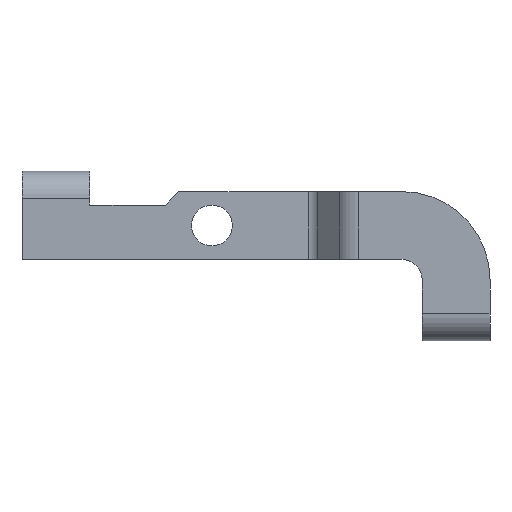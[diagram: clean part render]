
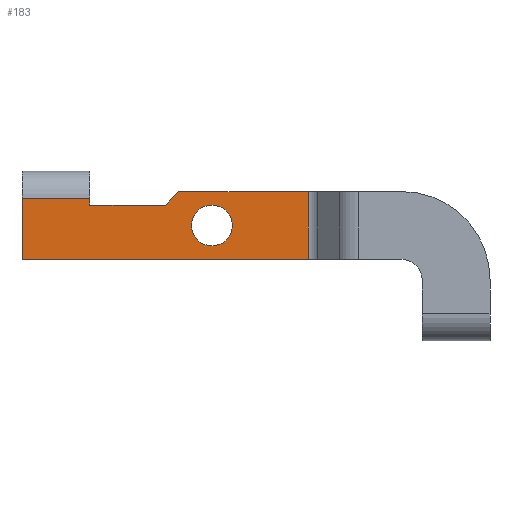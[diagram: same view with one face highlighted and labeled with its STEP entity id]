
A CAD part, left-side view. The second image highlights one B-rep face of the part: STEP entity #183.
In plain terms, the highlighted planar face has unit normal (-1, 0, 0).
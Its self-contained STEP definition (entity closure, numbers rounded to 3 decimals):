
#5 = CARTESIAN_POINT ( 'NONE',  ( -1., 27., 8. ) ) ;
#7 = EDGE_CURVE ( 'NONE', #365, #424, #86, .T. ) ;
#11 = EDGE_CURVE ( 'NONE', #424, #1054, #170, .T. ) ;
#23 = FACE_BOUND ( 'NONE', #313, .T. ) ;
#28 = FACE_OUTER_BOUND ( 'NONE', #427, .T. ) ;
#31 = VECTOR ( 'NONE', #171, 1000. ) ;
#36 = DIRECTION ( 'NONE',  ( 0., 0., 1. ) ) ;
#51 = CARTESIAN_POINT ( 'NONE',  ( -1., 37., 4. ) ) ;
#70 = ORIENTED_EDGE ( 'NONE', *, *, #1083, .T. ) ;
#78 = VECTOR ( 'NONE', #102, 1000. ) ;
#86 = LINE ( 'NONE', #5, #91 ) ;
#91 = VECTOR ( 'NONE', #36, 1000. ) ;
#92 = VERTEX_POINT ( 'NONE', #145 ) ;
#102 = DIRECTION ( 'NONE',  ( 0., 1., 0. ) ) ;
#111 = VECTOR ( 'NONE', #333, 1000. ) ;
#118 = VERTEX_POINT ( 'NONE', #559 ) ;
#120 = LINE ( 'NONE', #1115, #270 ) ;
#126 = DIRECTION ( 'NONE',  ( 0., 0., 1. ) ) ;
#129 = VECTOR ( 'NONE', #1139, 1000. ) ;
#145 = CARTESIAN_POINT ( 'NONE',  ( -1., 37., -5. ) ) ;
#170 = LINE ( 'NONE', #51, #78 ) ;
#171 = DIRECTION ( 'NONE',  ( 0., -1., 0. ) ) ;
#179 = CIRCLE ( 'NONE', #955, 3. ) ;
#183 = ADVANCED_FACE ( 'NONE', ( #23, #28 ), #880, .F. ) ;
#184 = LINE ( 'NONE', #191, #111 ) ;
#191 = CARTESIAN_POINT ( 'NONE',  ( -1., 27., 3. ) ) ;
#210 = ORIENTED_EDGE ( 'NONE', *, *, #415, .T. ) ;
#253 = CARTESIAN_POINT ( 'NONE',  ( -1., 15.856, 3. ) ) ;
#258 = LINE ( 'NONE', #253, #129 ) ;
#270 = VECTOR ( 'NONE', #126, 1000. ) ;
#280 = ORIENTED_EDGE ( 'NONE', *, *, #343, .T. ) ;
#288 = ORIENTED_EDGE ( 'NONE', *, *, #11, .T. ) ;
#294 = ORIENTED_EDGE ( 'NONE', *, *, #7, .T. ) ;
#303 = DIRECTION ( 'NONE',  ( 0., 0., -1. ) ) ;
#313 = EDGE_LOOP ( 'NONE', ( #577, #210 ) ) ;
#333 = DIRECTION ( 'NONE',  ( 0., -1., 0. ) ) ;
#338 = EDGE_CURVE ( 'NONE', #1125, #1067, #258, .T. ) ;
#343 = EDGE_CURVE ( 'NONE', #118, #362, #120, .T. ) ;
#362 = VERTEX_POINT ( 'NONE', #1171 ) ;
#365 = VERTEX_POINT ( 'NONE', #514 ) ;
#382 = EDGE_CURVE ( 'NONE', #365, #1125, #184, .T. ) ;
#410 = CARTESIAN_POINT ( 'NONE',  ( -1., -6., -5. ) ) ;
#415 = EDGE_CURVE ( 'NONE', #919, #899, #179, .T. ) ;
#424 = VERTEX_POINT ( 'NONE', #818 ) ;
#427 = EDGE_LOOP ( 'NONE', ( #70, #280, #439, #1008, #570, #294, #288, #579 ) ) ;
#435 = CARTESIAN_POINT ( 'NONE',  ( -1., -6., 5. ) ) ;
#439 = ORIENTED_EDGE ( 'NONE', *, *, #1016, .F. ) ;
#448 = CARTESIAN_POINT ( 'NONE',  ( -1., 37., 5. ) ) ;
#454 = LINE ( 'NONE', #410, #613 ) ;
#459 = DIRECTION ( 'NONE',  ( 1., 0., 0. ) ) ;
#514 = CARTESIAN_POINT ( 'NONE',  ( -1., 27., 3. ) ) ;
#557 = DIRECTION ( 'NONE',  ( 0., 0., -1. ) ) ;
#558 = AXIS2_PLACEMENT_3D ( 'NONE', #781, #873, #557 ) ;
#559 = CARTESIAN_POINT ( 'NONE',  ( -1., -5.172, -5. ) ) ;
#570 = ORIENTED_EDGE ( 'NONE', *, *, #382, .F. ) ;
#577 = ORIENTED_EDGE ( 'NONE', *, *, #752, .T. ) ;
#579 = ORIENTED_EDGE ( 'NONE', *, *, #863, .T. ) ;
#613 = VECTOR ( 'NONE', #652, 1000. ) ;
#621 = CARTESIAN_POINT ( 'NONE',  ( -1., 9., -3. ) ) ;
#625 = CARTESIAN_POINT ( 'NONE',  ( -1., 15.856, 3. ) ) ;
#652 = DIRECTION ( 'NONE',  ( 0., -1., 0. ) ) ;
#720 = CARTESIAN_POINT ( 'NONE',  ( -1., 37., 4. ) ) ;
#743 = CARTESIAN_POINT ( 'NONE',  ( -1., 9., 0. ) ) ;
#752 = EDGE_CURVE ( 'NONE', #899, #919, #957, .T. ) ;
#781 = CARTESIAN_POINT ( 'NONE',  ( -1., 9., 0. ) ) ;
#797 = CARTESIAN_POINT ( 'NONE',  ( -1., 9., 3. ) ) ;
#800 = CARTESIAN_POINT ( 'NONE',  ( -1., 13.856, 5. ) ) ;
#817 = AXIS2_PLACEMENT_3D ( 'NONE', #435, #459, #303 ) ;
#818 = CARTESIAN_POINT ( 'NONE',  ( -1., 27., 4. ) ) ;
#825 = DIRECTION ( 'NONE',  ( 0., 0., -1. ) ) ;
#854 = DIRECTION ( 'NONE',  ( 1., 0., 0. ) ) ;
#863 = EDGE_CURVE ( 'NONE', #1054, #92, #1070, .T. ) ;
#873 = DIRECTION ( 'NONE',  ( 1., 0., 0. ) ) ;
#880 = PLANE ( 'NONE',  #817 ) ;
#899 = VERTEX_POINT ( 'NONE', #621 ) ;
#919 = VERTEX_POINT ( 'NONE', #797 ) ;
#955 = AXIS2_PLACEMENT_3D ( 'NONE', #743, #854, #1112 ) ;
#957 = CIRCLE ( 'NONE', #558, 3. ) ;
#1001 = VECTOR ( 'NONE', #825, 1000. ) ;
#1008 = ORIENTED_EDGE ( 'NONE', *, *, #338, .F. ) ;
#1016 = EDGE_CURVE ( 'NONE', #1067, #362, #1018, .T. ) ;
#1018 = LINE ( 'NONE', #1076, #31 ) ;
#1054 = VERTEX_POINT ( 'NONE', #720 ) ;
#1067 = VERTEX_POINT ( 'NONE', #800 ) ;
#1070 = LINE ( 'NONE', #448, #1001 ) ;
#1076 = CARTESIAN_POINT ( 'NONE',  ( -1., -6., 5. ) ) ;
#1083 = EDGE_CURVE ( 'NONE', #92, #118, #454, .T. ) ;
#1112 = DIRECTION ( 'NONE',  ( 0., 0., -1. ) ) ;
#1115 = CARTESIAN_POINT ( 'NONE',  ( -1., -5.172, 5. ) ) ;
#1125 = VERTEX_POINT ( 'NONE', #625 ) ;
#1139 = DIRECTION ( 'NONE',  ( 0., -0.707, 0.707 ) ) ;
#1171 = CARTESIAN_POINT ( 'NONE',  ( -1., -5.172, 5. ) ) ;
